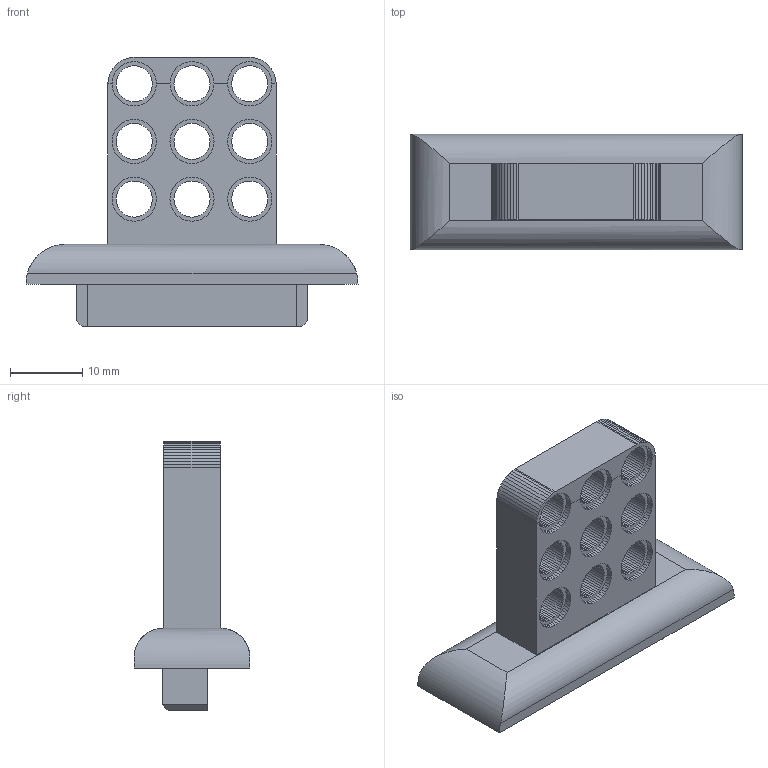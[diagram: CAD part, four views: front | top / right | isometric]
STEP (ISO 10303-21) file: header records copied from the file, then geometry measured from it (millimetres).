
FILE_DESCRIPTION(('STEP AP214'),'1');
FILE_NAME('head_adapter_lego_9hole.2.stp','2023-02-07T11:50:53',(' '),(' '),'Spatial InterOp 3D',' ',' ');
FILE_SCHEMA(('AUTOMOTIVE_DESIGN { 1 0 10303 214 1 1 1 1 }'));
Length unit declared in the file: metre
Products named in the file (3): head_adapter_lego_9hole.2; head_adapter_org.12
Assembly tree (2 placements, depth 2):
  head_adapter_lego_9hole.2
    head_adapter_lego_9hole.2
    head_adapter_org.12
Bounding box: 46 x 16 x 37.29 mm (x, y, z)
Volume: 6033.1 mm3; surface area: 5511.1 mm2
Topology: 2 solids, 2 shells, 1871 faces, 4671 edges, 2811 vertices
Faces by surface type: plane 1863, cylinder 8
Entity records: 68623 total; most frequent: CARTESIAN_POINT 9826, ORIENTED_EDGE 9404, DIRECTION 8197, EDGE_CURVE 4702, LINE 4359, VECTOR 4359, VERTEX_POINT 2872, EDGE_LOOP 1926
